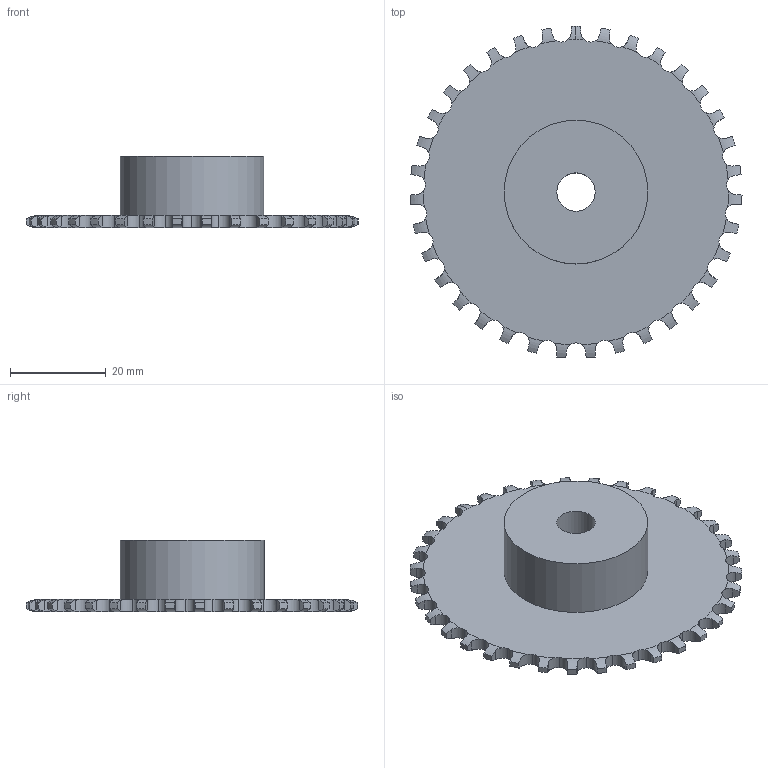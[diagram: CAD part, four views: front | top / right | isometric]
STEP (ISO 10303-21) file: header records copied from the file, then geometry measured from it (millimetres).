
FILE_DESCRIPTION(('FreeCAD Model'),'2;1');
FILE_NAME('Open CASCADE Shape Model','2021-02-25T16:05:51',( 'Simone Bignetti'),(''),'Open CASCADE STEP processor 7.4','FreeCAD', 'Unknown');
FILE_SCHEMA(('AUTOMOTIVE_DESIGN { 1 0 10303 214 1 1 1 1 }'));
Length unit declared in the file: millimetre
Products named in the file (1): Hole
Bounding box: 69.29 x 69.23 x 15 mm (x, y, z)
Volume: 16717.2 mm3; surface area: 8993.1 mm2
Topology: 1 solids, 1 shells, 252 faces, 817 edges, 568 vertices
Faces by surface type: cylinder 177, revolution 72, plane 3
Full cylindrical faces by diameter (mm): 8 x1, 30 x1
Entity records: 29845 total; most frequent: CARTESIAN_POINT 15122, DIRECTION 2406, ORIENTED_EDGE 1634, PCURVE 1634, DEFINITIONAL_REPRESENTATION 1634, LINE 965, VECTOR 965, B_SPLINE_CURVE_WITH_KNOTS 840
